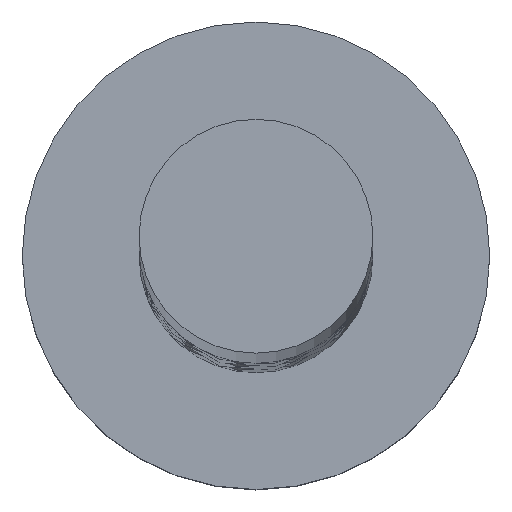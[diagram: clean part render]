
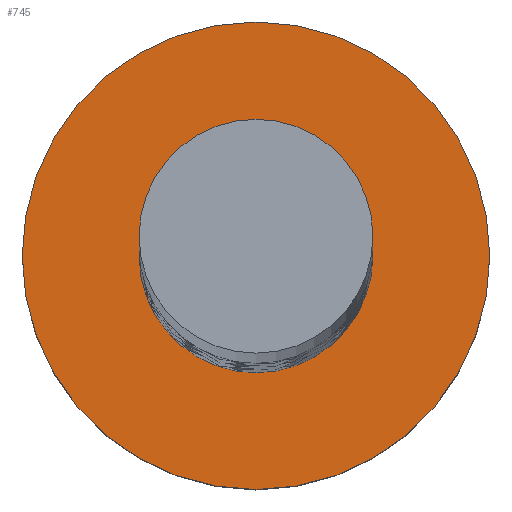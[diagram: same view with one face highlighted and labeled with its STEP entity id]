
A CAD part, top view. The second image highlights one B-rep face of the part: STEP entity #745.
In plain terms, the highlighted planar face has unit normal (0, 0, 1).
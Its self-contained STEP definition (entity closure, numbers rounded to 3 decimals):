
#110 = CARTESIAN_POINT ( 'NONE',  ( -0.995, 0.224, 2. ) ) ;
#114 = EDGE_LOOP ( 'NONE', ( #1801, #1726, #691, #1818, #633, #321 ) ) ;
#136 = CIRCLE ( 'NONE', #864, 1. ) ;
#146 = DIRECTION ( 'NONE',  ( 0., 0., 1. ) ) ;
#187 = VERTEX_POINT ( 'NONE', #501 ) ;
#221 = CARTESIAN_POINT ( 'NONE',  ( -0.832, 0.589, 2. ) ) ;
#244 = CARTESIAN_POINT ( 'NONE',  ( -0.826, 0.587, 2. ) ) ;
#258 = PLANE ( 'NONE',  #575 ) ;
#288 =( BOUNDED_CURVE ( )  B_SPLINE_CURVE ( 3, ( #925, #1802, #853, #1702 ),
 .UNSPECIFIED., .F., .T. ) 
 B_SPLINE_CURVE_WITH_KNOTS ( ( 4, 4 ),
 ( 0.001, 0.001 ),
 .UNSPECIFIED. ) 
 CURVE ( )  GEOMETRIC_REPRESENTATION_ITEM ( )  RATIONAL_B_SPLINE_CURVE ( ( 0.903, 0.932, 0.962, 0.994 ) ) 
 REPRESENTATION_ITEM ( '' )  );
#308 = EDGE_CURVE ( 'NONE', #1278, #962, #288, .T. ) ;
#321 = ORIENTED_EDGE ( 'NONE', *, *, #308, .T. ) ;
#370 = EDGE_CURVE ( 'NONE', #829, #1411, #665, .T. ) ;
#395 = EDGE_CURVE ( 'NONE', #877, #1002, #406, .T. ) ;
#399 = DIRECTION ( 'NONE',  ( 1., 0., 0. ) ) ;
#406 = CIRCLE ( 'NONE', #1108, 1. ) ;
#427 = CARTESIAN_POINT ( 'NONE',  ( 0., 0., 2. ) ) ;
#458 = AXIS2_PLACEMENT_3D ( 'NONE', #837, #146, #1112 ) ;
#466 = DIRECTION ( 'NONE',  ( 1., 0., 0. ) ) ;
#501 = CARTESIAN_POINT ( 'NONE',  ( -1., 0., 2. ) ) ;
#535 = CARTESIAN_POINT ( 'NONE',  ( 2., 0., 2. ) ) ;
#561 = EDGE_CURVE ( 'NONE', #1278, #187, #694, .T. ) ;
#575 = AXIS2_PLACEMENT_3D ( 'NONE', #672, #1539, #399 ) ;
#605 = ORIENTED_EDGE ( 'NONE', *, *, #370, .T. ) ;
#633 = ORIENTED_EDGE ( 'NONE', *, *, #561, .F. ) ;
#664 =( BOUNDED_CURVE ( )  B_SPLINE_CURVE ( 3, ( #221, #244, #1666, #807 ),
 .UNSPECIFIED., .F., .T. ) 
 B_SPLINE_CURVE_WITH_KNOTS ( ( 4, 4 ),
 ( 0., 0. ),
 .UNSPECIFIED. ) 
 CURVE ( )  GEOMETRIC_REPRESENTATION_ITEM ( )  RATIONAL_B_SPLINE_CURVE ( ( 0.994, 0.962, 0.932, 0.903 ) ) 
 REPRESENTATION_ITEM ( '' )  );
#665 = CIRCLE ( 'NONE', #458, 2. ) ;
#672 = CARTESIAN_POINT ( 'NONE',  ( 0., 0., 2. ) ) ;
#683 = CARTESIAN_POINT ( 'NONE',  ( -0.976, 0.217, 2. ) ) ;
#691 = ORIENTED_EDGE ( 'NONE', *, *, #395, .F. ) ;
#694 = CIRCLE ( 'NONE', #1288, 1. ) ;
#698 = CARTESIAN_POINT ( 'NONE',  ( 1., 0., 2. ) ) ;
#721 =( BOUNDED_CURVE ( )  B_SPLINE_CURVE ( 1, ( #110, #1097 ),
 .UNSPECIFIED., .F., .T. ) 
 B_SPLINE_CURVE_WITH_KNOTS ( ( 2, 2 ),
 ( 0., 0. ),
 .UNSPECIFIED. ) 
 CURVE ( )  GEOMETRIC_REPRESENTATION_ITEM ( )  RATIONAL_B_SPLINE_CURVE ( ( 0.994, 0.994 ) ) 
 REPRESENTATION_ITEM ( '' )  );
#745 = ADVANCED_FACE ( 'NONE', ( #833, #1824 ), #258, .T. ) ;
#760 = CARTESIAN_POINT ( 'NONE',  ( -0.832, 0.589, 2. ) ) ;
#807 = CARTESIAN_POINT ( 'NONE',  ( -0.814, 0.58, 2. ) ) ;
#827 = EDGE_CURVE ( 'NONE', #962, #1451, #721, .T. ) ;
#829 = VERTEX_POINT ( 'NONE', #535 ) ;
#833 = FACE_OUTER_BOUND ( 'NONE', #1342, .T. ) ;
#837 = CARTESIAN_POINT ( 'NONE',  ( 0., 0., 2. ) ) ;
#853 = CARTESIAN_POINT ( 'NONE',  ( -0.989, 0.221, 2. ) ) ;
#864 = AXIS2_PLACEMENT_3D ( 'NONE', #1716, #1733, #466 ) ;
#877 = VERTEX_POINT ( 'NONE', #698 ) ;
#925 = CARTESIAN_POINT ( 'NONE',  ( -0.976, 0.217, 2. ) ) ;
#962 = VERTEX_POINT ( 'NONE', #1422 ) ;
#988 = DIRECTION ( 'NONE',  ( 1., 0., 0. ) ) ;
#1002 = VERTEX_POINT ( 'NONE', #1721 ) ;
#1026 = DIRECTION ( 'NONE',  ( 1., 0., 0. ) ) ;
#1051 = EDGE_CURVE ( 'NONE', #1451, #1002, #664, .T. ) ;
#1097 = CARTESIAN_POINT ( 'NONE',  ( -0.832, 0.589, 2. ) ) ;
#1108 = AXIS2_PLACEMENT_3D ( 'NONE', #1402, #1686, #1256 ) ;
#1112 = DIRECTION ( 'NONE',  ( 1., 0., 0. ) ) ;
#1166 = CIRCLE ( 'NONE', #1533, 2. ) ;
#1256 = DIRECTION ( 'NONE',  ( 1., 0., 0. ) ) ;
#1278 = VERTEX_POINT ( 'NONE', #683 ) ;
#1288 = AXIS2_PLACEMENT_3D ( 'NONE', #427, #1563, #988 ) ;
#1342 = EDGE_LOOP ( 'NONE', ( #1569, #605 ) ) ;
#1380 = EDGE_CURVE ( 'NONE', #187, #877, #136, .T. ) ;
#1402 = CARTESIAN_POINT ( 'NONE',  ( 0., 0., 2. ) ) ;
#1411 = VERTEX_POINT ( 'NONE', #1751 ) ;
#1422 = CARTESIAN_POINT ( 'NONE',  ( -0.995, 0.224, 2. ) ) ;
#1442 = EDGE_CURVE ( 'NONE', #1411, #829, #1166, .T. ) ;
#1451 = VERTEX_POINT ( 'NONE', #760 ) ;
#1533 = AXIS2_PLACEMENT_3D ( 'NONE', #1586, #1577, #1026 ) ;
#1539 = DIRECTION ( 'NONE',  ( 0., 0., 1. ) ) ;
#1563 = DIRECTION ( 'NONE',  ( 0., 0., 1. ) ) ;
#1569 = ORIENTED_EDGE ( 'NONE', *, *, #1442, .T. ) ;
#1577 = DIRECTION ( 'NONE',  ( 0., 0., 1. ) ) ;
#1586 = CARTESIAN_POINT ( 'NONE',  ( 0., 0., 2. ) ) ;
#1666 = CARTESIAN_POINT ( 'NONE',  ( -0.82, 0.584, 2. ) ) ;
#1686 = DIRECTION ( 'NONE',  ( 0., 0., 1. ) ) ;
#1702 = CARTESIAN_POINT ( 'NONE',  ( -0.995, 0.224, 2. ) ) ;
#1716 = CARTESIAN_POINT ( 'NONE',  ( 0., 0., 2. ) ) ;
#1721 = CARTESIAN_POINT ( 'NONE',  ( -0.814, 0.58, 2. ) ) ;
#1726 = ORIENTED_EDGE ( 'NONE', *, *, #1051, .T. ) ;
#1733 = DIRECTION ( 'NONE',  ( 0., 0., 1. ) ) ;
#1751 = CARTESIAN_POINT ( 'NONE',  ( -2., 0., 2. ) ) ;
#1801 = ORIENTED_EDGE ( 'NONE', *, *, #827, .T. ) ;
#1802 = CARTESIAN_POINT ( 'NONE',  ( -0.983, 0.219, 2. ) ) ;
#1818 = ORIENTED_EDGE ( 'NONE', *, *, #1380, .F. ) ;
#1824 = FACE_BOUND ( 'NONE', #114, .T. ) ;
